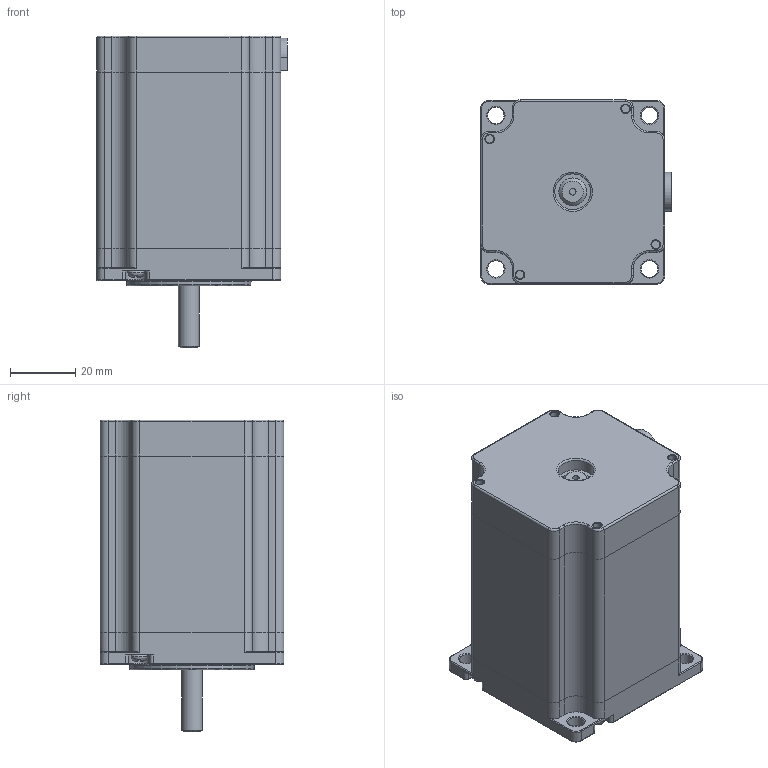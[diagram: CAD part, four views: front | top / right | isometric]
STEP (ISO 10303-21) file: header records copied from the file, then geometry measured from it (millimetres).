
FILE_DESCRIPTION(/* description */ (''),/* implementation_level */ '2;1');
FILE_NAME(/* name */ 'Stepper motor NEMA 23HS7430 v1.step',/* time_stamp */ '2024-10-12T18:25:12+05:30',/* author */ (''),/* organization */ (''),/* preprocessor_version */ 'ST-DEVELOPER v20',/* originating_system */ 'Autodesk Translation Framework v13.20.0.188',/* authorisation */ '');
FILE_SCHEMA (('AUTOMOTIVE_DESIGN { 1 0 10303 214 3 1 1 }'));
Length unit declared in the file: millimetre
Products named in the file (1): Stepper motor NEMA 23HS7430
Bounding box: 58.4 x 56.4 x 95.6 mm (x, y, z)
Volume: 214293.9 mm3; surface area: 34793.3 mm2
Topology: 5 solids, 5 shells, 561 faces, 1292 edges, 755 vertices
Faces by surface type: cylinder 168, bspline 148, plane 143, torus 76, cone 26
Full cylindrical faces by diameter (mm): 2 x2, 2.5 x4, 5 x5, 6.35 x1, 11 x2, 38.1 x1
Entity records: 19890 total; most frequent: CARTESIAN_POINT 7737, ORIENTED_EDGE 2584, DIRECTION 2517, EDGE_CURVE 1292, AXIS2_PLACEMENT_3D 1047, VERTEX_POINT 755, EDGE_LOOP 585, FACE_OUTER_BOUND 561
